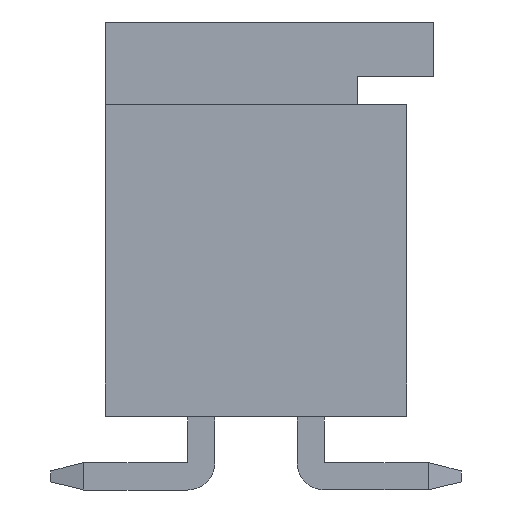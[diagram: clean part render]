
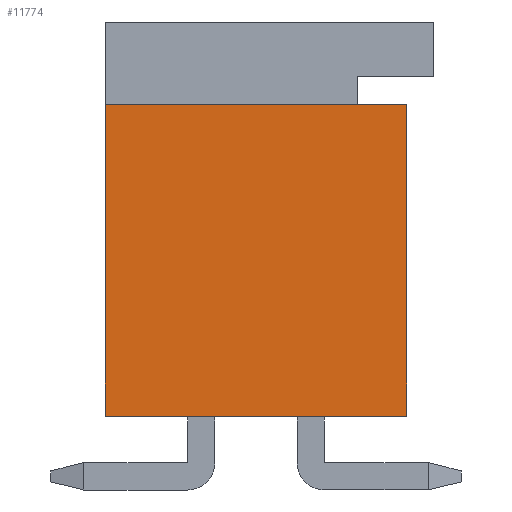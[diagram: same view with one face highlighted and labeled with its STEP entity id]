
A CAD part, front view. The second image highlights one B-rep face of the part: STEP entity #11774.
In plain terms, the highlighted face is planar.
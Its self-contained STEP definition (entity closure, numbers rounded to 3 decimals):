
#694=ORIENTED_EDGE('',*,*,#2919,.F.);
#695=ORIENTED_EDGE('',*,*,#2579,.F.);
#696=ORIENTED_EDGE('',*,*,#2920,.T.);
#697=ORIENTED_EDGE('',*,*,#2921,.T.);
#2579=EDGE_CURVE('',#3795,#3796,#4541,.T.);
#2919=EDGE_CURVE('',#3796,#4010,#4881,.T.);
#2920=EDGE_CURVE('',#3795,#4011,#4882,.T.);
#2921=EDGE_CURVE('',#4011,#4010,#4883,.T.);
#3795=VERTEX_POINT('',#15006);
#3796=VERTEX_POINT('',#15008);
#4010=VERTEX_POINT('',#15678);
#4011=VERTEX_POINT('',#15680);
#4541=LINE('',#15007,#5729);
#4881=LINE('',#15677,#6069);
#4882=LINE('',#15679,#6070);
#4883=LINE('',#15681,#6071);
#5729=VECTOR('',#12755,1000.);
#6069=VECTOR('',#13327,1000.);
#6070=VECTOR('',#13328,1000.);
#6071=VECTOR('',#13329,1000.);
#6991=EDGE_LOOP('',(#694,#695,#696,#697));
#7495=FACE_BOUND('',#6991,.T.);
#7986=PLANE('',#12256);
#11774=ADVANCED_FACE('',(#7495),#7986,.T.);
#12256=AXIS2_PLACEMENT_3D('',#15676,#13325,#13326);
#12755=DIRECTION('',(0.,1.,0.));
#13325=DIRECTION('',(1.,0.,0.));
#13326=DIRECTION('',(0.,0.,-1.));
#13327=DIRECTION('',(0.,0.,-1.));
#13328=DIRECTION('',(0.,0.,-1.));
#13329=DIRECTION('',(0.,1.,0.));
#15006=CARTESIAN_POINT('',(10.625,-2.75,2.85));
#15007=CARTESIAN_POINT('',(10.625,-2.75,2.85));
#15008=CARTESIAN_POINT('',(10.625,2.75,2.85));
#15676=CARTESIAN_POINT('',(10.625,-2.75,2.85));
#15677=CARTESIAN_POINT('',(10.625,2.75,2.85));
#15678=CARTESIAN_POINT('',(10.625,2.75,-2.85));
#15679=CARTESIAN_POINT('',(10.625,-2.75,2.85));
#15680=CARTESIAN_POINT('',(10.625,-2.75,-2.85));
#15681=CARTESIAN_POINT('',(10.625,-2.75,-2.85));
